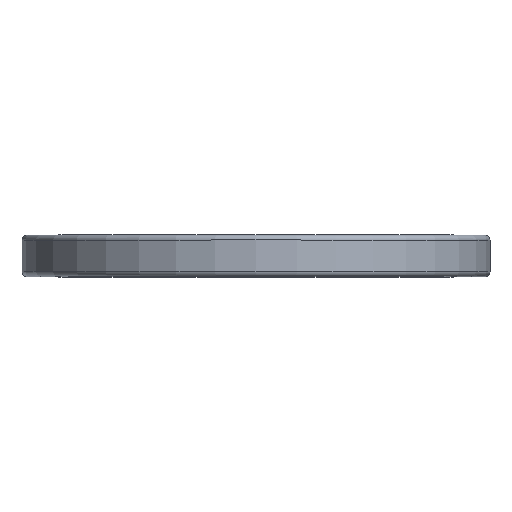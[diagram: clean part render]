
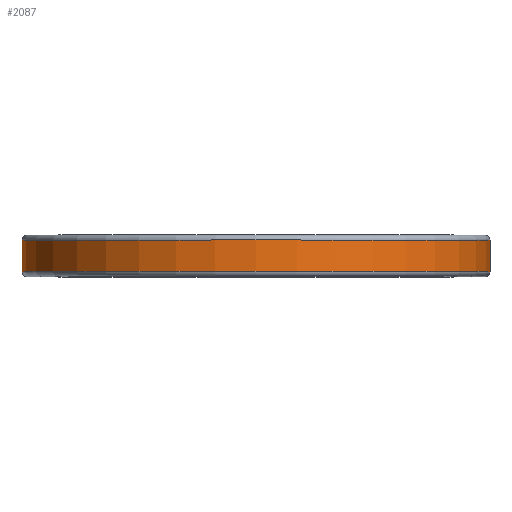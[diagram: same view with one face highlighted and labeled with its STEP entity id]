
A CAD part, top view. The second image highlights one B-rep face of the part: STEP entity #2087.
In plain terms, the highlighted cylindrical face has radius 4.5 mm (diameter 9 mm), a full revolution.
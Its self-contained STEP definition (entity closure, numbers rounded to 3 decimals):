
#75 = FACE_OUTER_BOUND ( 'NONE', #4271, .T. ) ;
#962 = FACE_OUTER_BOUND ( 'NONE', #3684, .T. ) ;
#1006 = DIRECTION ( 'NONE',  ( 0., 0., -1. ) ) ;
#1290 = CARTESIAN_POINT ( 'NONE',  ( 0., 0.7, 4.5 ) ) ;
#2087 = ADVANCED_FACE ( 'NONE', ( #75, #962 ), #10306, .T. ) ;
#2956 = AXIS2_PLACEMENT_3D ( 'NONE', #13350, #4378, #1006 ) ;
#3684 = EDGE_LOOP ( 'NONE', ( #12971 ) ) ;
#4271 = EDGE_LOOP ( 'NONE', ( #6217 ) ) ;
#4378 = DIRECTION ( 'NONE',  ( 0., -1., 0. ) ) ;
#4820 = DIRECTION ( 'NONE',  ( 0., 0., 1. ) ) ;
#5716 = VERTEX_POINT ( 'NONE', #11565 ) ;
#6217 = ORIENTED_EDGE ( 'NONE', *, *, #7403, .T. ) ;
#6220 = DIRECTION ( 'NONE',  ( 0., 0., 1. ) ) ;
#6260 = CARTESIAN_POINT ( 'NONE',  ( 0., 0.1, 0. ) ) ;
#7403 = EDGE_CURVE ( 'NONE', #5716, #5716, #13244, .T. ) ;
#8088 = CARTESIAN_POINT ( 'NONE',  ( 0., 0.7, 0. ) ) ;
#8840 = EDGE_CURVE ( 'NONE', #11391, #11391, #11463, .T. ) ;
#9479 = DIRECTION ( 'NONE',  ( 0., 1., 0. ) ) ;
#10256 = AXIS2_PLACEMENT_3D ( 'NONE', #8088, #12658, #4820 ) ;
#10306 = CYLINDRICAL_SURFACE ( 'NONE', #2956, 4.5 ) ;
#11391 = VERTEX_POINT ( 'NONE', #1290 ) ;
#11463 = CIRCLE ( 'NONE', #10256, 4.5 ) ;
#11565 = CARTESIAN_POINT ( 'NONE',  ( 0., 0.1, 4.5 ) ) ;
#12222 = AXIS2_PLACEMENT_3D ( 'NONE', #6260, #9479, #6220 ) ;
#12658 = DIRECTION ( 'NONE',  ( 0., -1., 0. ) ) ;
#12971 = ORIENTED_EDGE ( 'NONE', *, *, #8840, .T. ) ;
#13244 = CIRCLE ( 'NONE', #12222, 4.5 ) ;
#13350 = CARTESIAN_POINT ( 'NONE',  ( 0., 0.8, 0. ) ) ;
